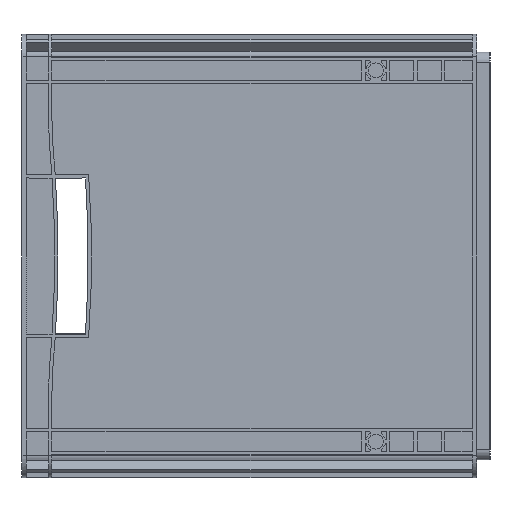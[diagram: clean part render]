
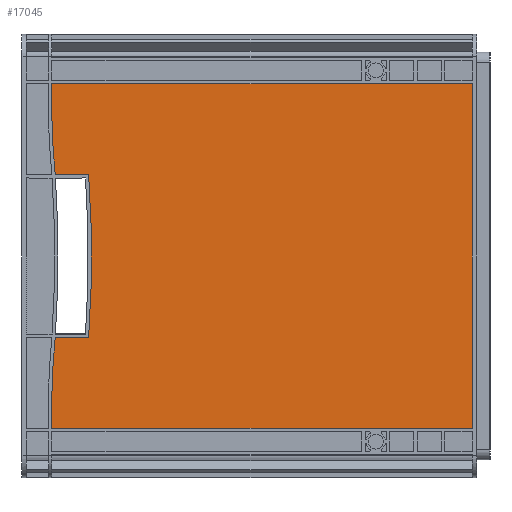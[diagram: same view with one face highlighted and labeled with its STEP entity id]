
A CAD part, left-side view. The second image highlights one B-rep face of the part: STEP entity #17045.
In plain terms, the highlighted planar face has unit normal (-1, 0, 0).
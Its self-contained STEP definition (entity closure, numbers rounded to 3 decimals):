
#196 = DIRECTION ( 'NONE',  ( 0., 0., 1. ) ) ;
#576 = FACE_OUTER_BOUND ( 'NONE', #15157, .T. ) ;
#2009 = VERTEX_POINT ( 'NONE', #16680 ) ;
#2207 = PLANE ( 'NONE',  #3973 ) ;
#2223 = LINE ( 'NONE', #7434, #2938 ) ;
#2243 = DIRECTION ( 'NONE',  ( 0., -1., 0. ) ) ;
#2264 = DIRECTION ( 'NONE',  ( -1., 0., 0. ) ) ;
#2376 = CARTESIAN_POINT ( 'NONE',  ( -288., 16., -154.75 ) ) ;
#2938 = VECTOR ( 'NONE', #12514, 1000. ) ;
#3161 = LINE ( 'NONE', #16294, #7144 ) ;
#3282 = AXIS2_PLACEMENT_3D ( 'NONE', #12020, #18234, #3353 ) ;
#3353 = DIRECTION ( 'NONE',  ( 0., 0., -1. ) ) ;
#3369 = DIRECTION ( 'NONE',  ( -1., 0., 0. ) ) ;
#3397 = CARTESIAN_POINT ( 'NONE',  ( -288., 393.215, -130.277 ) ) ;
#3820 = LINE ( 'NONE', #10432, #10335 ) ;
#3874 = CARTESIAN_POINT ( 'NONE',  ( -288., 416., 154.75 ) ) ;
#3955 = LINE ( 'NONE', #17412, #7082 ) ;
#3973 = AXIS2_PLACEMENT_3D ( 'NONE', #5476, #11766, #8833 ) ;
#4089 = VERTEX_POINT ( 'NONE', #3397 ) ;
#4478 = ORIENTED_EDGE ( 'NONE', *, *, #10611, .F. ) ;
#4965 = VERTEX_POINT ( 'NONE', #19852 ) ;
#5035 = ORIENTED_EDGE ( 'NONE', *, *, #8573, .F. ) ;
#5048 = VERTEX_POINT ( 'NONE', #17017 ) ;
#5155 = AXIS2_PLACEMENT_3D ( 'NONE', #18253, #3369, #9987 ) ;
#5336 = AXIS2_PLACEMENT_3D ( 'NONE', #8126, #14632, #21165 ) ;
#5354 = CARTESIAN_POINT ( 'NONE',  ( -288., 16., -154.75 ) ) ;
#5476 = CARTESIAN_POINT ( 'NONE',  ( -288., 420., 179. ) ) ;
#5668 = EDGE_CURVE ( 'NONE', #2009, #18821, #20098, .T. ) ;
#6233 = CIRCLE ( 'NONE', #20127, 1003. ) ;
#6537 = ORIENTED_EDGE ( 'NONE', *, *, #8650, .F. ) ;
#6992 = ORIENTED_EDGE ( 'NONE', *, *, #9894, .F. ) ;
#7082 = VECTOR ( 'NONE', #14142, 1000. ) ;
#7144 = VECTOR ( 'NONE', #9892, 1000. ) ;
#7434 = CARTESIAN_POINT ( 'NONE',  ( -288., 393.215, -154.75 ) ) ;
#7721 = CARTESIAN_POINT ( 'NONE',  ( -288., 360.215, -73. ) ) ;
#8126 = CARTESIAN_POINT ( 'NONE',  ( -288., -103.785, -130.277 ) ) ;
#8263 = EDGE_CURVE ( 'NONE', #18821, #19466, #3820, .T. ) ;
#8573 = EDGE_CURVE ( 'NONE', #19466, #4965, #20074, .T. ) ;
#8650 = EDGE_CURVE ( 'NONE', #17680, #15961, #6233, .T. ) ;
#8833 = DIRECTION ( 'NONE',  ( 0., 0., -1. ) ) ;
#9020 = DIRECTION ( 'NONE',  ( 0., -1., 0. ) ) ;
#9781 = ORIENTED_EDGE ( 'NONE', *, *, #8263, .F. ) ;
#9892 = DIRECTION ( 'NONE',  ( 0., 1., 0. ) ) ;
#9894 = EDGE_CURVE ( 'NONE', #10393, #18457, #10800, .T. ) ;
#9973 = DIRECTION ( 'NONE',  ( -1., 0., 0. ) ) ;
#9987 = DIRECTION ( 'NONE',  ( 0., 0., 1. ) ) ;
#10075 = CARTESIAN_POINT ( 'NONE',  ( -288., 1390.547, 0. ) ) ;
#10309 = EDGE_CURVE ( 'NONE', #4965, #17680, #3161, .T. ) ;
#10335 = VECTOR ( 'NONE', #9020, 1000. ) ;
#10393 = VERTEX_POINT ( 'NONE', #19893 ) ;
#10432 = CARTESIAN_POINT ( 'NONE',  ( -288., 390.207, -73. ) ) ;
#10611 = EDGE_CURVE ( 'NONE', #14019, #12328, #17368, .T. ) ;
#10724 = DIRECTION ( 'NONE',  ( 0., 0., -1. ) ) ;
#10800 = LINE ( 'NONE', #3874, #20493 ) ;
#10854 = EDGE_CURVE ( 'NONE', #15961, #5048, #12603, .T. ) ;
#10887 = ORIENTED_EDGE ( 'NONE', *, *, #5668, .F. ) ;
#11051 = CARTESIAN_POINT ( 'NONE',  ( -288., 391.337, 87.112 ) ) ;
#11766 = DIRECTION ( 'NONE',  ( 1., 0., 0. ) ) ;
#11943 = ORIENTED_EDGE ( 'NONE', *, *, #10854, .F. ) ;
#12020 = CARTESIAN_POINT ( 'NONE',  ( -288., -103.785, 130.277 ) ) ;
#12328 = VERTEX_POINT ( 'NONE', #12751 ) ;
#12514 = DIRECTION ( 'NONE',  ( 0., 0., 1. ) ) ;
#12603 = CIRCLE ( 'NONE', #3282, 497. ) ;
#12629 = EDGE_CURVE ( 'NONE', #12328, #4089, #2223, .T. ) ;
#12751 = CARTESIAN_POINT ( 'NONE',  ( -288., 393.215, -154.75 ) ) ;
#13003 = CARTESIAN_POINT ( 'NONE',  ( -288., 16., 154.75 ) ) ;
#13667 = DIRECTION ( 'NONE',  ( 0., 0., -1. ) ) ;
#13721 = EDGE_CURVE ( 'NONE', #4089, #2009, #16429, .T. ) ;
#13976 = CARTESIAN_POINT ( 'NONE',  ( -288., 1390.547, 0. ) ) ;
#14019 = VERTEX_POINT ( 'NONE', #5354 ) ;
#14142 = DIRECTION ( 'NONE',  ( 0., 0., 1. ) ) ;
#14632 = DIRECTION ( 'NONE',  ( 1., 0., 0. ) ) ;
#15157 = EDGE_LOOP ( 'NONE', ( #20453, #4478, #16593, #6992, #16261, #11943, #6537, #18268, #5035, #9781, #10887, #15763 ) ) ;
#15625 = DIRECTION ( 'NONE',  ( 0., 1., 0. ) ) ;
#15763 = ORIENTED_EDGE ( 'NONE', *, *, #13721, .F. ) ;
#15961 = VERTEX_POINT ( 'NONE', #11051 ) ;
#16261 = ORIENTED_EDGE ( 'NONE', *, *, #17977, .F. ) ;
#16294 = CARTESIAN_POINT ( 'NONE',  ( -288., 390.207, 73. ) ) ;
#16429 = CIRCLE ( 'NONE', #5336, 497. ) ;
#16593 = ORIENTED_EDGE ( 'NONE', *, *, #20830, .F. ) ;
#16680 = CARTESIAN_POINT ( 'NONE',  ( -288., 391.337, -87.112 ) ) ;
#17017 = CARTESIAN_POINT ( 'NONE',  ( -288., 393.215, 130.277 ) ) ;
#17045 = ADVANCED_FACE ( 'NONE', ( #576 ), #2207, .F. ) ;
#17368 = LINE ( 'NONE', #2376, #18551 ) ;
#17412 = CARTESIAN_POINT ( 'NONE',  ( -288., 393.215, 154.75 ) ) ;
#17651 = AXIS2_PLACEMENT_3D ( 'NONE', #10075, #9973, #196 ) ;
#17680 = VERTEX_POINT ( 'NONE', #19504 ) ;
#17683 = CARTESIAN_POINT ( 'NONE',  ( -288., 16., -179. ) ) ;
#17977 = EDGE_CURVE ( 'NONE', #5048, #10393, #3955, .T. ) ;
#18234 = DIRECTION ( 'NONE',  ( 1., 0., 0. ) ) ;
#18253 = CARTESIAN_POINT ( 'NONE',  ( -288., 1357.547, 0. ) ) ;
#18268 = ORIENTED_EDGE ( 'NONE', *, *, #10309, .F. ) ;
#18457 = VERTEX_POINT ( 'NONE', #13003 ) ;
#18551 = VECTOR ( 'NONE', #15625, 1000. ) ;
#18821 = VERTEX_POINT ( 'NONE', #21479 ) ;
#19026 = VECTOR ( 'NONE', #10724, 1000. ) ;
#19466 = VERTEX_POINT ( 'NONE', #7721 ) ;
#19504 = CARTESIAN_POINT ( 'NONE',  ( -288., 390.207, 73. ) ) ;
#19852 = CARTESIAN_POINT ( 'NONE',  ( -288., 360.215, 73. ) ) ;
#19893 = CARTESIAN_POINT ( 'NONE',  ( -288., 393.215, 154.75 ) ) ;
#20074 = CIRCLE ( 'NONE', #5155, 1000. ) ;
#20098 = CIRCLE ( 'NONE', #17651, 1003. ) ;
#20127 = AXIS2_PLACEMENT_3D ( 'NONE', #13976, #2264, #13667 ) ;
#20453 = ORIENTED_EDGE ( 'NONE', *, *, #12629, .F. ) ;
#20493 = VECTOR ( 'NONE', #2243, 1000. ) ;
#20830 = EDGE_CURVE ( 'NONE', #18457, #14019, #20950, .T. ) ;
#20950 = LINE ( 'NONE', #17683, #19026 ) ;
#21165 = DIRECTION ( 'NONE',  ( 0., 0., 1. ) ) ;
#21479 = CARTESIAN_POINT ( 'NONE',  ( -288., 390.207, -73. ) ) ;
